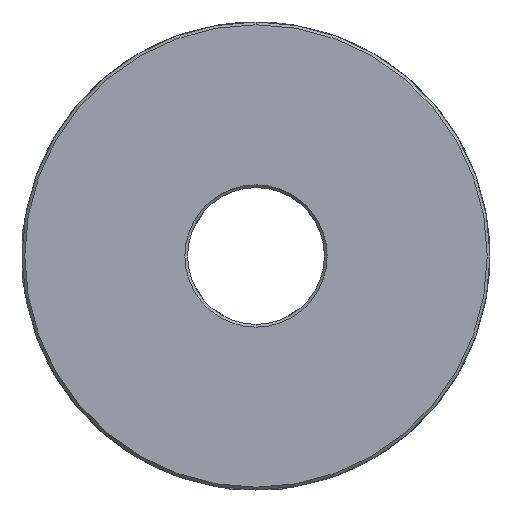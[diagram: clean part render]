
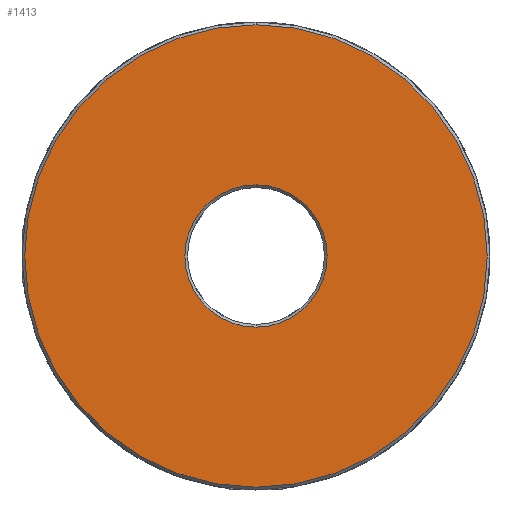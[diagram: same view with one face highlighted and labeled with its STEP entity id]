
A CAD part, left-side view. The second image highlights one B-rep face of the part: STEP entity #1413.
In plain terms, the highlighted planar face has unit normal (-1, 0, 0).
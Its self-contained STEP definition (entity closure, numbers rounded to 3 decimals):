
#1413 = ADVANCED_FACE ( 'NONE', ( #6016, #6019 ), #7124, .T. ) ;
#1518 = EDGE_CURVE ( 'NONE', #10641, #10642, #8080, .T. ) ;
#1546 = EDGE_CURVE ( 'NONE', #10643, #10644, #8122, .T. ) ;
#1602 = EDGE_CURVE ( 'NONE', #10644, #10643, #8175, .T. ) ;
#1604 = EDGE_CURVE ( 'NONE', #10642, #10641, #8178, .T. ) ;
#1922 = EDGE_LOOP ( 'NONE', ( #10094, #10098 ) ) ;
#1925 = EDGE_LOOP ( 'NONE', ( #10096, #10099 ) ) ;
#5196 = AXIS2_PLACEMENT_3D ( 'NONE', #7123, #7126, #7127 ) ;
#5250 = AXIS2_PLACEMENT_3D ( 'NONE', #8587, #8588, #8589 ) ;
#5264 = AXIS2_PLACEMENT_3D ( 'NONE', #8660, #8662, #8663 ) ;
#5295 = AXIS2_PLACEMENT_3D ( 'NONE', #8975, #8976, #8977 ) ;
#5296 = AXIS2_PLACEMENT_3D ( 'NONE', #8981, #8982, #8983 ) ;
#6016 = FACE_OUTER_BOUND ( 'NONE', #1922, .T. ) ;
#6019 = FACE_BOUND ( 'NONE', #1925, .T. ) ;
#7123 = CARTESIAN_POINT ( 'NONE',  ( -45., 0., 0. ) ) ;
#7124 = PLANE ( 'NONE',  #5196 ) ;
#7126 = DIRECTION ( 'NONE',  ( -1., 0., 0. ) ) ;
#7127 = DIRECTION ( 'NONE',  ( 0., 0., -1. ) ) ;
#8080 = CIRCLE ( 'NONE', #5250, 9.881 ) ;
#8122 = CIRCLE ( 'NONE', #5264, 32.119 ) ;
#8175 = CIRCLE ( 'NONE', #5295, 32.119 ) ;
#8178 = CIRCLE ( 'NONE', #5296, 9.881 ) ;
#8587 = CARTESIAN_POINT ( 'NONE',  ( -45., 0., 0. ) ) ;
#8588 = DIRECTION ( 'NONE',  ( -1., 0., 0. ) ) ;
#8589 = DIRECTION ( 'NONE',  ( 0., 0., -1. ) ) ;
#8660 = CARTESIAN_POINT ( 'NONE',  ( -45., 0., 0. ) ) ;
#8662 = DIRECTION ( 'NONE',  ( 1., 0., 0. ) ) ;
#8663 = DIRECTION ( 'NONE',  ( 0., 0., -1. ) ) ;
#8975 = CARTESIAN_POINT ( 'NONE',  ( -45., 0., 0. ) ) ;
#8976 = DIRECTION ( 'NONE',  ( 1., 0., 0. ) ) ;
#8977 = DIRECTION ( 'NONE',  ( 0., 0., -1. ) ) ;
#8981 = CARTESIAN_POINT ( 'NONE',  ( -45., 0., 0. ) ) ;
#8982 = DIRECTION ( 'NONE',  ( -1., 0., 0. ) ) ;
#8983 = DIRECTION ( 'NONE',  ( 0., 0., -1. ) ) ;
#9962 = CARTESIAN_POINT ( 'NONE',  ( -45., 0., 9.881 ) ) ;
#9963 = CARTESIAN_POINT ( 'NONE',  ( -45., 0., -9.881 ) ) ;
#9964 = CARTESIAN_POINT ( 'NONE',  ( -45., 0., 32.119 ) ) ;
#9965 = CARTESIAN_POINT ( 'NONE',  ( -45., 0., -32.119 ) ) ;
#10094 = ORIENTED_EDGE ( 'NONE', *, *, #1546, .F. ) ;
#10096 = ORIENTED_EDGE ( 'NONE', *, *, #1604, .F. ) ;
#10098 = ORIENTED_EDGE ( 'NONE', *, *, #1602, .F. ) ;
#10099 = ORIENTED_EDGE ( 'NONE', *, *, #1518, .F. ) ;
#10641 = VERTEX_POINT ( 'NONE', #9962 ) ;
#10642 = VERTEX_POINT ( 'NONE', #9963 ) ;
#10643 = VERTEX_POINT ( 'NONE', #9964 ) ;
#10644 = VERTEX_POINT ( 'NONE', #9965 ) ;
